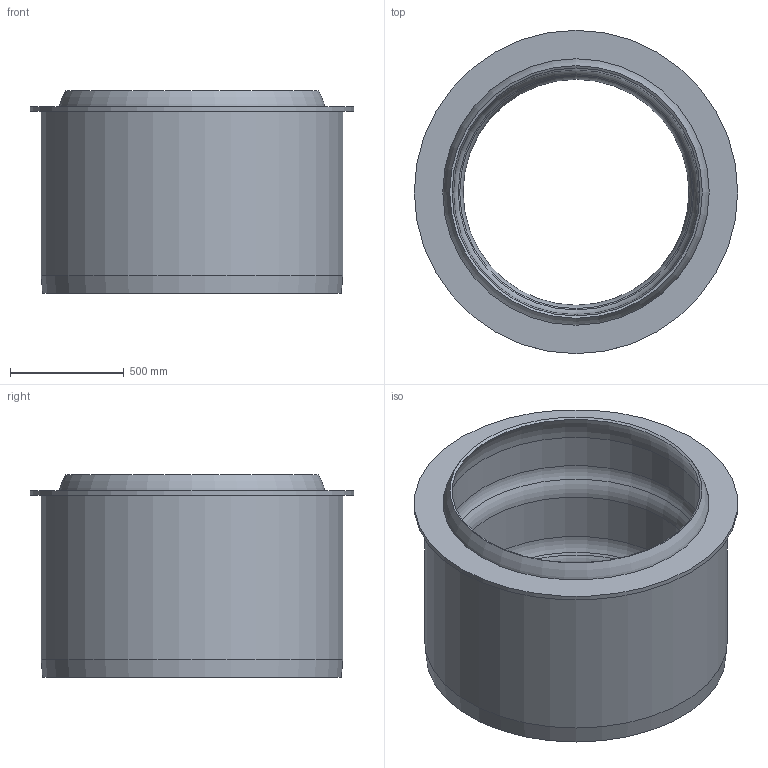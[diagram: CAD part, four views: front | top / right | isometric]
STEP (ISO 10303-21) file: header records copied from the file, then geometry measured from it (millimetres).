
FILE_DESCRIPTION(/* description */ (''),/* implementation_level */ '2;1');
FILE_NAME(/* name */ '00604.DE0X_3D.stp',/* time_stamp */ '2025-01-14T13:09:21+01:00',/* author */ ('N.Hausmann'),/* organization */ (''),/* preprocessor_version */ 'ST-DEVELOPER v20',/* originating_system */ 'AutoCAD Mechanical',/* authorisation */ '');
FILE_SCHEMA (('AUTOMOTIVE_DESIGN { 1 0 10303 214 3 1 1 }'));
Length unit declared in the file: centimetre
Products named in the file (2): Product; *S1
Assembly tree (1 placements, depth 2):
  Product
    *S1
Bounding box: 1420 x 1420 x 889.93 mm (x, y, z)
Volume: 128281538.4 mm3; surface area: 14043499.6 mm2
Topology: 3 solids, 3 shells, 30 faces, 71 edges, 46 vertices
Faces by surface type: cylinder 10, torus 10, plane 5, cone 5
Full cylindrical faces by diameter (mm): 992 x1, 1016 x1, 1076 x1, 1100 x1, 1156 x1, 1170 x1, 1180 x1, 1280 x1, 1330 x1, 1420 x1
Entity records: 952 total; most frequent: DIRECTION 193, CARTESIAN_POINT 150, ORIENTED_EDGE 142, AXIS2_PLACEMENT_3D 89, EDGE_CURVE 71, CIRCLE 56, VERTEX_POINT 46, EDGE_LOOP 35
